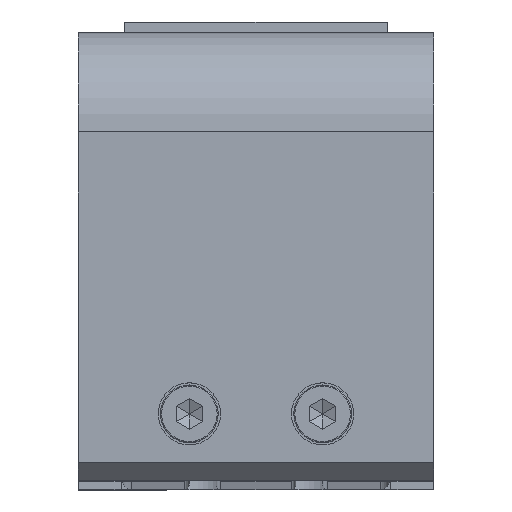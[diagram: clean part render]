
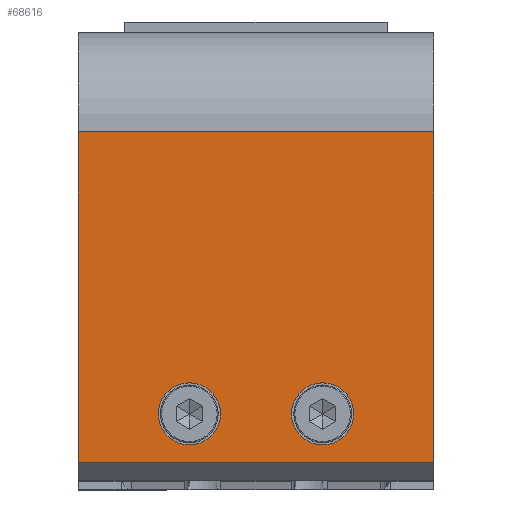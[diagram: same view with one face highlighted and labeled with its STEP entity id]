
A CAD part, top view. The second image highlights one B-rep face of the part: STEP entity #68616.
In plain terms, the highlighted planar face has unit normal (0, 0, 1).
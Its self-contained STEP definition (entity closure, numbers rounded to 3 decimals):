
#85 = DIRECTION ( 'NONE',  ( 0., -1., 0. ) ) ;
#442 = AXIS2_PLACEMENT_3D ( 'NONE', #1443, #117988, #53269 ) ;
#1443 = CARTESIAN_POINT ( 'NONE',  ( 160.798, 174.238, 570.351 ) ) ;
#2345 = FACE_BOUND ( 'NONE', #131040, .T. ) ;
#6938 = VERTEX_POINT ( 'NONE', #109824 ) ;
#7205 = AXIS2_PLACEMENT_3D ( 'NONE', #56936, #108901, #160736 ) ;
#10727 = AXIS2_PLACEMENT_3D ( 'NONE', #94151, #32817, #69559 ) ;
#13377 = FACE_OUTER_BOUND ( 'NONE', #20955, .T. ) ;
#14571 = EDGE_CURVE ( 'NONE', #44890, #21665, #155211, .T. ) ;
#18219 = EDGE_CURVE ( 'NONE', #130928, #6938, #116637, .T. ) ;
#18501 = EDGE_CURVE ( 'NONE', #71122, #69585, #110471, .T. ) ;
#20955 = EDGE_LOOP ( 'NONE', ( #141724, #43525, #126703, #121914 ) ) ;
#21007 = AXIS2_PLACEMENT_3D ( 'NONE', #88384, #124975, #35532 ) ;
#21665 = VERTEX_POINT ( 'NONE', #152751 ) ;
#23125 = DIRECTION ( 'NONE',  ( 0., 0., 1. ) ) ;
#23909 = EDGE_LOOP ( 'NONE', ( #84440, #67073 ) ) ;
#23996 = CARTESIAN_POINT ( 'NONE',  ( 185.798, 163.238, 570.351 ) ) ;
#28624 = PLANE ( 'NONE',  #10727 ) ;
#30784 = AXIS2_PLACEMENT_3D ( 'NONE', #139722, #23125, #75099 ) ;
#32619 = EDGE_CURVE ( 'NONE', #21665, #44890, #68918, .T. ) ;
#32817 = DIRECTION ( 'NONE',  ( 0., 0., -1. ) ) ;
#34483 = LINE ( 'NONE', #88993, #64474 ) ;
#35532 = DIRECTION ( 'NONE',  ( 1., 0., 0. ) ) ;
#43525 = ORIENTED_EDGE ( 'NONE', *, *, #161677, .T. ) ;
#44890 = VERTEX_POINT ( 'NONE', #167784 ) ;
#49743 = DIRECTION ( 'NONE',  ( 0., -1., 0. ) ) ;
#53269 = DIRECTION ( 'NONE',  ( 1., 0., 0. ) ) ;
#56067 = ORIENTED_EDGE ( 'NONE', *, *, #14571, .F. ) ;
#56936 = CARTESIAN_POINT ( 'NONE',  ( 130.798, 174.238, 570.351 ) ) ;
#60526 = VERTEX_POINT ( 'NONE', #130109 ) ;
#61362 = VECTOR ( 'NONE', #85, 1000. ) ;
#62868 = CARTESIAN_POINT ( 'NONE',  ( 105.798, 237.738, 570.351 ) ) ;
#63663 = FACE_BOUND ( 'NONE', #23909, .T. ) ;
#64474 = VECTOR ( 'NONE', #49743, 1000. ) ;
#64882 = DIRECTION ( 'NONE',  ( 1., 0., 0. ) ) ;
#67073 = ORIENTED_EDGE ( 'NONE', *, *, #163464, .F. ) ;
#68616 = ADVANCED_FACE ( 'NONE', ( #63663, #2345, #13377 ), #28624, .F. ) ;
#68918 = CIRCLE ( 'NONE', #30784, 7. ) ;
#69559 = DIRECTION ( 'NONE',  ( -1., 0., 0. ) ) ;
#69585 = VERTEX_POINT ( 'NONE', #144202 ) ;
#70520 = CARTESIAN_POINT ( 'NONE',  ( 185.798, 237.738, 570.351 ) ) ;
#71122 = VERTEX_POINT ( 'NONE', #149480 ) ;
#75099 = DIRECTION ( 'NONE',  ( 1., 0., 0. ) ) ;
#80757 = VECTOR ( 'NONE', #64882, 1000. ) ;
#84440 = ORIENTED_EDGE ( 'NONE', *, *, #18501, .F. ) ;
#88384 = CARTESIAN_POINT ( 'NONE',  ( 130.798, 174.238, 570.351 ) ) ;
#88993 = CARTESIAN_POINT ( 'NONE',  ( 185.798, 159.238, 570.351 ) ) ;
#94151 = CARTESIAN_POINT ( 'NONE',  ( 185.798, 159.238, 570.351 ) ) ;
#103478 = VECTOR ( 'NONE', #131791, 1000. ) ;
#108901 = DIRECTION ( 'NONE',  ( 0., 0., 1. ) ) ;
#109824 = CARTESIAN_POINT ( 'NONE',  ( 105.798, 163.238, 570.351 ) ) ;
#110471 = CIRCLE ( 'NONE', #7205, 7. ) ;
#110598 = VERTEX_POINT ( 'NONE', #134709 ) ;
#114096 = CARTESIAN_POINT ( 'NONE',  ( 105.798, 159.238, 570.351 ) ) ;
#116637 = LINE ( 'NONE', #114096, #61362 ) ;
#117988 = DIRECTION ( 'NONE',  ( 0., 0., 1. ) ) ;
#121914 = ORIENTED_EDGE ( 'NONE', *, *, #140680, .T. ) ;
#124975 = DIRECTION ( 'NONE',  ( 0., 0., 1. ) ) ;
#126703 = ORIENTED_EDGE ( 'NONE', *, *, #135706, .F. ) ;
#129649 = CIRCLE ( 'NONE', #21007, 7. ) ;
#130109 = CARTESIAN_POINT ( 'NONE',  ( 185.798, 237.738, 570.351 ) ) ;
#130928 = VERTEX_POINT ( 'NONE', #62868 ) ;
#131040 = EDGE_LOOP ( 'NONE', ( #56067, #134910 ) ) ;
#131791 = DIRECTION ( 'NONE',  ( -1., 0., 0. ) ) ;
#134709 = CARTESIAN_POINT ( 'NONE',  ( 185.798, 163.238, 570.351 ) ) ;
#134910 = ORIENTED_EDGE ( 'NONE', *, *, #32619, .F. ) ;
#135706 = EDGE_CURVE ( 'NONE', #60526, #110598, #34483, .T. ) ;
#139722 = CARTESIAN_POINT ( 'NONE',  ( 160.798, 174.238, 570.351 ) ) ;
#140680 = EDGE_CURVE ( 'NONE', #60526, #130928, #158916, .T. ) ;
#141724 = ORIENTED_EDGE ( 'NONE', *, *, #18219, .T. ) ;
#144202 = CARTESIAN_POINT ( 'NONE',  ( 123.798, 174.238, 570.351 ) ) ;
#149480 = CARTESIAN_POINT ( 'NONE',  ( 137.798, 174.238, 570.351 ) ) ;
#152751 = CARTESIAN_POINT ( 'NONE',  ( 153.798, 174.238, 570.351 ) ) ;
#154959 = LINE ( 'NONE', #23996, #80757 ) ;
#155211 = CIRCLE ( 'NONE', #442, 7. ) ;
#158916 = LINE ( 'NONE', #70520, #103478 ) ;
#160736 = DIRECTION ( 'NONE',  ( 1., 0., 0. ) ) ;
#161677 = EDGE_CURVE ( 'NONE', #6938, #110598, #154959, .T. ) ;
#163464 = EDGE_CURVE ( 'NONE', #69585, #71122, #129649, .T. ) ;
#167784 = CARTESIAN_POINT ( 'NONE',  ( 167.798, 174.238, 570.351 ) ) ;
